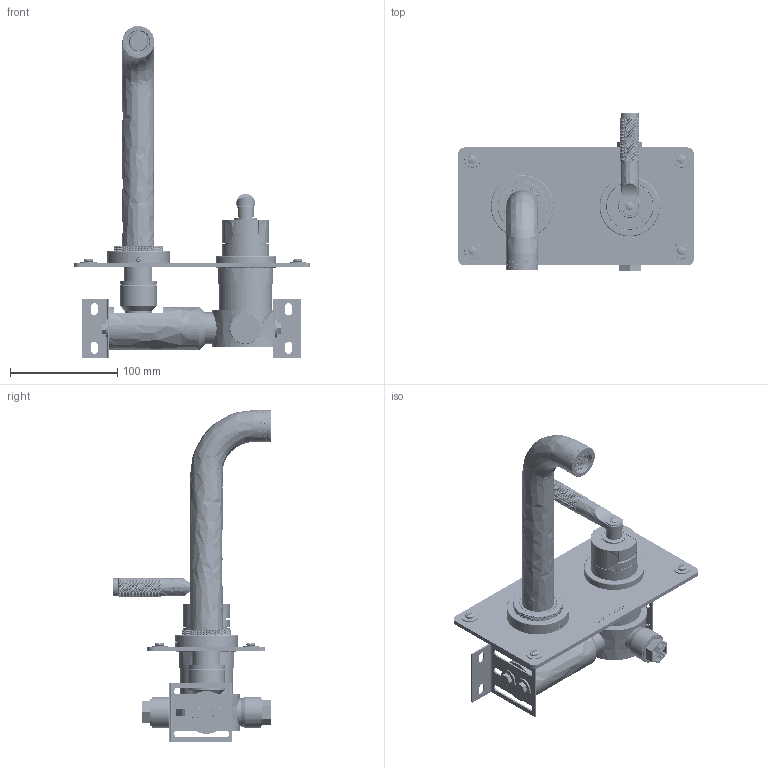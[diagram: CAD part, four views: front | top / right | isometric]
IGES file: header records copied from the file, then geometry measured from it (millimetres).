
Global section: file name: V7K35-RH-2LK; native system: Autodesk Inventor 2018; preprocessor: unknown; author: aduggalther; date: 20171213.082131; units: millimetre
Bounding box: 220 x 147.1 x 309.6 mm (x, y, z)
Volume: 581820.1 mm3; surface area: 305485.7 mm2
Topology: 66 solids, 67 shells, 14805 faces, 32669 edges, 18282 vertices
Faces by surface type: bspline 14805
